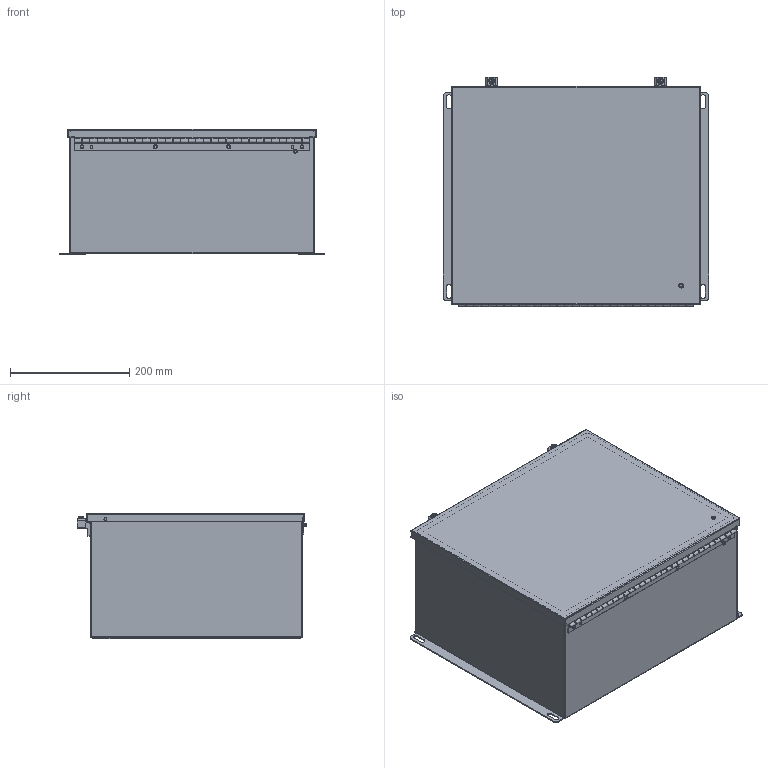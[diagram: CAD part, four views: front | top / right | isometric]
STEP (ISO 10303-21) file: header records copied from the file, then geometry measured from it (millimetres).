
FILE_DESCRIPTION (( 'STEP AP214' ), '1' );
FILE_NAME ('SCE-16148CHNF.STEP', '2021-01-24T15:19:25', ( '' ), ( '' ), 'SwSTEP 2.0', 'SolidWorks 2019', '' );
FILE_SCHEMA (( 'AUTOMOTIVE_DESIGN' ));
Length unit declared in the file: inch
Products named in the file (1): SCE-16148CHNF
Bounding box: 444.5 x 383.65 x 209.93 mm (x, y, z)
Volume: 1366025.1 mm3; surface area: 1688035 mm2
Topology: 43 solids, 43 shells, 1472 faces, 3750 edges, 2242 vertices
Faces by surface type: plane 656, cylinder 387, bspline 364, cone 44, sphere 20, torus 1
Full cylindrical faces by diameter (mm): 3.124 x1, 4.763 x2, 4.775 x14, 4.78 x2, 4.826 x12, 4.902 x8, 5.537 x2, 6.35 x6, 6.502 x8, 7.112 x6, 7.14 x4, 9.474 x6, 10.058 x2
Entity records: 78579 total; most frequent: CARTESIAN_POINT 27728, ORIENTED_EDGE 6808, DIRECTION 5519, EDGE_CURVE 3404, VERTEX_POINT 2198, AXIS2_PLACEMENT_3D 1929, EDGE_LOOP 1728, LINE 1661
